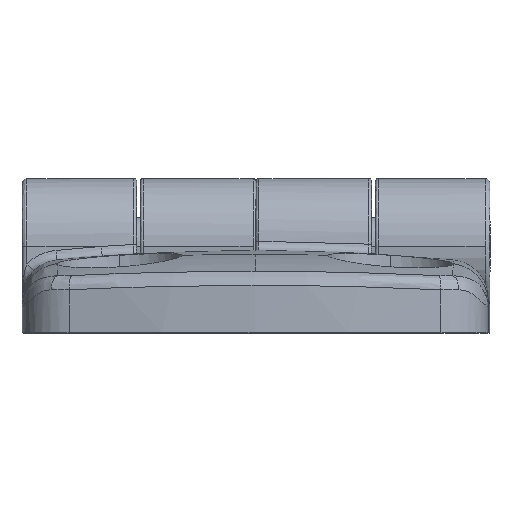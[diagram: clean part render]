
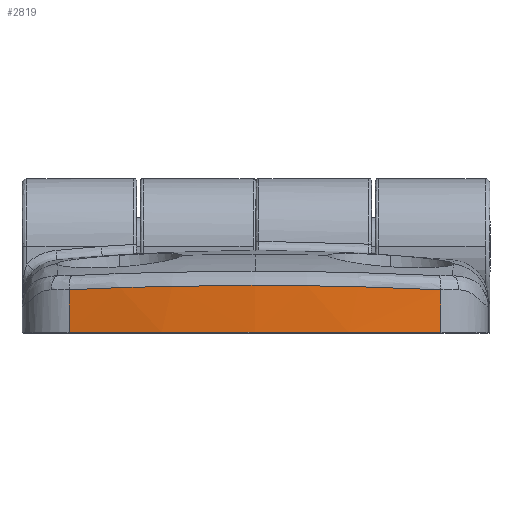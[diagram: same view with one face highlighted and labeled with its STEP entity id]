
A CAD part, top view. The second image highlights one B-rep face of the part: STEP entity #2819.
In plain terms, the highlighted cylindrical face has radius 100 mm (diameter 200 mm), a partial arc.
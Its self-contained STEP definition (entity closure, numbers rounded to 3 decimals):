
#12 = CARTESIAN_POINT ( 'NONE',  ( 11.029, 4.7, 28.891 ) ) ;
#89 = CARTESIAN_POINT ( 'NONE',  ( -3.223, 4.832, 29.461 ) ) ;
#251 = DIRECTION ( 'NONE',  ( 0., -1., 0. ) ) ;
#343 = LINE ( 'NONE', #4477, #3946 ) ;
#621 = CARTESIAN_POINT ( 'NONE',  ( 19.149, 15.9, 27.649 ) ) ;
#771 = CARTESIAN_POINT ( 'NONE',  ( 9.696, 4.732, 29.029 ) ) ;
#786 = CARTESIAN_POINT ( 'NONE',  ( -6.812, 4.789, 29.273 ) ) ;
#802 = CARTESIAN_POINT ( 'NONE',  ( 9.953, 4.726, 29.004 ) ) ;
#907 = CARTESIAN_POINT ( 'NONE',  ( -12.878, 4.661, 28.723 ) ) ;
#1053 = EDGE_CURVE ( 'NONE', #5067, #2902, #1691, .T. ) ;
#1378 = CARTESIAN_POINT ( 'NONE',  ( 11.639, 4.684, 28.821 ) ) ;
#1408 = EDGE_CURVE ( 'NONE', #3120, #7071, #7680, .T. ) ;
#1589 = DIRECTION ( 'NONE',  ( 0., 1., 0. ) ) ;
#1691 = B_SPLINE_CURVE_WITH_KNOTS ( 'NONE', 3,
 ( #4309, #7102, #89, #4967, #786, #5783, #2945, #5672, #7795, #3631, #6454, #7827, #907, #2411, #5871 ),
 .UNSPECIFIED., .F., .F.,
 ( 4, 2, 1, 1, 1, 1, 1, 2, 2, 4 ),
 ( 0., 0.25, 0.375, 0.437, 0.469, 0.484, 0.492, 0.496, 0.5, 1. ),
 .UNSPECIFIED. ) ;
#1886 = ORIENTED_EDGE ( 'NONE', *, *, #1053, .T. ) ;
#1954 = ORIENTED_EDGE ( 'NONE', *, *, #4310, .F. ) ;
#2072 = CARTESIAN_POINT ( 'NONE',  ( 10.312, 4.718, 28.967 ) ) ;
#2106 = CARTESIAN_POINT ( 'NONE',  ( 17.613, 4.475, 27.949 ) ) ;
#2253 = AXIS2_PLACEMENT_3D ( 'NONE', #5837, #251, #7090 ) ;
#2411 = CARTESIAN_POINT ( 'NONE',  ( -16.072, 4.55, 28.25 ) ) ;
#2642 = VECTOR ( 'NONE', #5527, 1000. ) ;
#2819 = ADVANCED_FACE ( 'NONE', ( #3314 ), #4305, .T. ) ;
#2871 = CARTESIAN_POINT ( 'NONE',  ( 12.854, 4.649, 28.674 ) ) ;
#2902 = VERTEX_POINT ( 'NONE', #4311 ) ;
#2945 = CARTESIAN_POINT ( 'NONE',  ( -8.888, 4.75, 29.105 ) ) ;
#3120 = VERTEX_POINT ( 'NONE', #4005 ) ;
#3314 = FACE_OUTER_BOUND ( 'NONE', #7054, .T. ) ;
#3461 = CARTESIAN_POINT ( 'NONE',  ( 19.149, 4.401, 27.65 ) ) ;
#3465 = B_SPLINE_CURVE_WITH_KNOTS ( 'NONE', 3,
 ( #3461, #2106, #4982, #5661, #2871, #1378, #12, #2072, #802, #3522, #771, #7726, #6378, #3554, #4208 ),
 .UNSPECIFIED., .F., .F.,
 ( 4, 2, 2, 1, 1, 1, 2, 2, 4 ),
 ( 0., 0.25, 0.375, 0.438, 0.469, 0.484, 0.492, 0.5, 1. ),
 .UNSPECIFIED. ) ;
#3522 = CARTESIAN_POINT ( 'NONE',  ( 9.799, 4.73, 29.019 ) ) ;
#3554 = CARTESIAN_POINT ( 'NONE',  ( 3.237, 4.84, 29.5 ) ) ;
#3612 = VERTEX_POINT ( 'NONE', #8932 ) ;
#3631 = CARTESIAN_POINT ( 'NONE',  ( -9.479, 4.737, 29.05 ) ) ;
#3946 = VECTOR ( 'NONE', #1589, 1000. ) ;
#4005 = CARTESIAN_POINT ( 'NONE',  ( 19.149, 0., 27.649 ) ) ;
#4208 = CARTESIAN_POINT ( 'NONE',  ( 0., 4.84, 29.5 ) ) ;
#4305 = CYLINDRICAL_SURFACE ( 'NONE', #6020, 100. ) ;
#4309 = CARTESIAN_POINT ( 'NONE',  ( 0., 4.84, 29.5 ) ) ;
#4310 = EDGE_CURVE ( 'NONE', #3612, #3120, #6150, .T. ) ;
#4311 = CARTESIAN_POINT ( 'NONE',  ( -19.149, 4.401, 27.65 ) ) ;
#4477 = CARTESIAN_POINT ( 'NONE',  ( -19.149, 15.9, 27.649 ) ) ;
#4801 = ORIENTED_EDGE ( 'NONE', *, *, #8324, .T. ) ;
#4941 = DIRECTION ( 'NONE',  ( 0., -1., 0. ) ) ;
#4967 = CARTESIAN_POINT ( 'NONE',  ( -5.618, 4.805, 29.345 ) ) ;
#4982 = CARTESIAN_POINT ( 'NONE',  ( 16.048, 4.54, 28.217 ) ) ;
#5067 = VERTEX_POINT ( 'NONE', #5365 ) ;
#5365 = CARTESIAN_POINT ( 'NONE',  ( 0., 4.84, 29.5 ) ) ;
#5527 = DIRECTION ( 'NONE',  ( 0., -1., 0. ) ) ;
#5601 = ORIENTED_EDGE ( 'NONE', *, *, #1408, .F. ) ;
#5661 = CARTESIAN_POINT ( 'NONE',  ( 13.658, 4.624, 28.566 ) ) ;
#5672 = CARTESIAN_POINT ( 'NONE',  ( -9.233, 4.742, 29.073 ) ) ;
#5783 = CARTESIAN_POINT ( 'NONE',  ( -8.198, 4.764, 29.165 ) ) ;
#5837 = CARTESIAN_POINT ( 'NONE',  ( 0., 0., -70.5 ) ) ;
#5871 = CARTESIAN_POINT ( 'NONE',  ( -19.149, 4.401, 27.65 ) ) ;
#5878 = ORIENTED_EDGE ( 'NONE', *, *, #6832, .F. ) ;
#6020 = AXIS2_PLACEMENT_3D ( 'NONE', #8955, #4941, #7587 ) ;
#6150 = LINE ( 'NONE', #621, #2642 ) ;
#6378 = CARTESIAN_POINT ( 'NONE',  ( 6.439, 4.805, 29.343 ) ) ;
#6454 = CARTESIAN_POINT ( 'NONE',  ( -9.529, 4.736, 29.045 ) ) ;
#6832 = EDGE_CURVE ( 'NONE', #7071, #2902, #343, .T. ) ;
#6973 = CARTESIAN_POINT ( 'NONE',  ( -19.149, 0., 27.649 ) ) ;
#7054 = EDGE_LOOP ( 'NONE', ( #4801, #1886, #5878, #5601, #1954 ) ) ;
#7071 = VERTEX_POINT ( 'NONE', #6973 ) ;
#7090 = DIRECTION ( 'NONE',  ( 0., 0., -1. ) ) ;
#7102 = CARTESIAN_POINT ( 'NONE',  ( -1.616, 4.84, 29.5 ) ) ;
#7587 = DIRECTION ( 'NONE',  ( 0., 0., -1. ) ) ;
#7680 = CIRCLE ( 'NONE', #2253, 100. ) ;
#7726 = CARTESIAN_POINT ( 'NONE',  ( 9.642, 4.733, 29.034 ) ) ;
#7795 = CARTESIAN_POINT ( 'NONE',  ( -9.406, 4.739, 29.057 ) ) ;
#7827 = CARTESIAN_POINT ( 'NONE',  ( -9.552, 4.735, 29.043 ) ) ;
#8324 = EDGE_CURVE ( 'NONE', #3612, #5067, #3465, .T. ) ;
#8932 = CARTESIAN_POINT ( 'NONE',  ( 19.149, 4.401, 27.65 ) ) ;
#8955 = CARTESIAN_POINT ( 'NONE',  ( 0., 8.5, -70.5 ) ) ;
